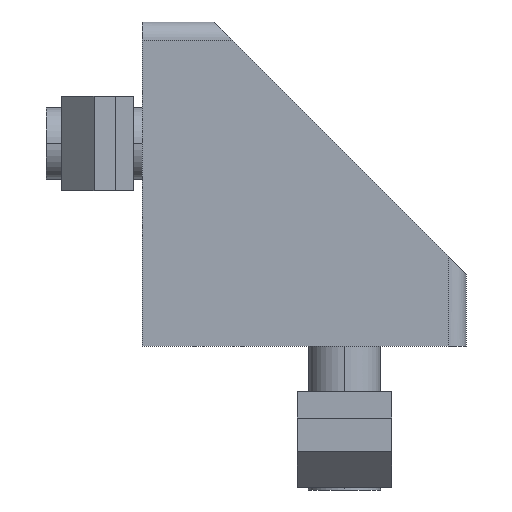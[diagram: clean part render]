
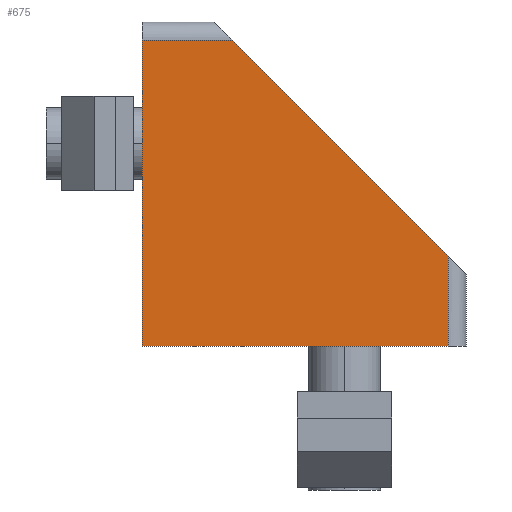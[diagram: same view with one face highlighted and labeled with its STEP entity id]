
A CAD part, left-side view. The second image highlights one B-rep face of the part: STEP entity #675.
In plain terms, the highlighted planar face has unit normal (-1, 0, 0).
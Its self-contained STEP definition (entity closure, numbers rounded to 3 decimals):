
#37 = LINE ( 'NONE', #1628, #1286 ) ;
#60 = VERTEX_POINT ( 'NONE', #2026 ) ;
#80 = EDGE_LOOP ( 'NONE', ( #1414, #410, #853, #82, #777 ) ) ;
#82 = ORIENTED_EDGE ( 'NONE', *, *, #363, .T. ) ;
#125 = CARTESIAN_POINT ( 'NONE',  ( -14., -25.5, 7.5 ) ) ;
#157 = VECTOR ( 'NONE', #1787, 1000. ) ;
#339 = EDGE_CURVE ( 'NONE', #1359, #946, #1689, .T. ) ;
#363 = EDGE_CURVE ( 'NONE', #946, #1515, #1431, .T. ) ;
#410 = ORIENTED_EDGE ( 'NONE', *, *, #1067, .T. ) ;
#457 = DIRECTION ( 'NONE',  ( 0., 0., 1. ) ) ;
#490 = EDGE_CURVE ( 'NONE', #1515, #1645, #37, .T. ) ;
#575 = PLANE ( 'NONE',  #730 ) ;
#675 = ADVANCED_FACE ( 'NONE', ( #2001 ), #575, .T. ) ;
#676 = VECTOR ( 'NONE', #2098, 1000. ) ;
#730 = AXIS2_PLACEMENT_3D ( 'NONE', #929, #1744, #2085 ) ;
#754 = LINE ( 'NONE', #125, #157 ) ;
#777 = ORIENTED_EDGE ( 'NONE', *, *, #490, .T. ) ;
#788 = CARTESIAN_POINT ( 'NONE',  ( -14., -25.5, 0. ) ) ;
#853 = ORIENTED_EDGE ( 'NONE', *, *, #339, .T. ) ;
#929 = CARTESIAN_POINT ( 'NONE',  ( -14., 0., 0. ) ) ;
#938 = DIRECTION ( 'NONE',  ( 0., 0., -1. ) ) ;
#946 = VERTEX_POINT ( 'NONE', #1566 ) ;
#1033 = CARTESIAN_POINT ( 'NONE',  ( -14., -25.5, 7.5 ) ) ;
#1057 = VECTOR ( 'NONE', #938, 1000. ) ;
#1067 = EDGE_CURVE ( 'NONE', #60, #1359, #1706, .T. ) ;
#1070 = DIRECTION ( 'NONE',  ( 0., 1., 0. ) ) ;
#1089 = CARTESIAN_POINT ( 'NONE',  ( -14., 0., 0. ) ) ;
#1140 = CARTESIAN_POINT ( 'NONE',  ( -14., 0., 25.5 ) ) ;
#1244 = CARTESIAN_POINT ( 'NONE',  ( -14., 0., 25.5 ) ) ;
#1286 = VECTOR ( 'NONE', #457, 1000. ) ;
#1359 = VERTEX_POINT ( 'NONE', #1140 ) ;
#1414 = ORIENTED_EDGE ( 'NONE', *, *, #1998, .T. ) ;
#1431 = LINE ( 'NONE', #1089, #676 ) ;
#1437 = CARTESIAN_POINT ( 'NONE',  ( -14., -7.5, 25.5 ) ) ;
#1515 = VERTEX_POINT ( 'NONE', #788 ) ;
#1566 = CARTESIAN_POINT ( 'NONE',  ( -14., 0., 0. ) ) ;
#1628 = CARTESIAN_POINT ( 'NONE',  ( -14., -25.5, 0. ) ) ;
#1645 = VERTEX_POINT ( 'NONE', #1033 ) ;
#1689 = LINE ( 'NONE', #1244, #1057 ) ;
#1706 = LINE ( 'NONE', #1437, #2021 ) ;
#1744 = DIRECTION ( 'NONE',  ( -1., 0., 0. ) ) ;
#1787 = DIRECTION ( 'NONE',  ( 0., 0.707, 0.707 ) ) ;
#1998 = EDGE_CURVE ( 'NONE', #1645, #60, #754, .T. ) ;
#2001 = FACE_OUTER_BOUND ( 'NONE', #80, .T. ) ;
#2021 = VECTOR ( 'NONE', #1070, 1000. ) ;
#2026 = CARTESIAN_POINT ( 'NONE',  ( -14., -7.5, 25.5 ) ) ;
#2085 = DIRECTION ( 'NONE',  ( 0., -1., 0. ) ) ;
#2098 = DIRECTION ( 'NONE',  ( 0., -1., 0. ) ) ;
